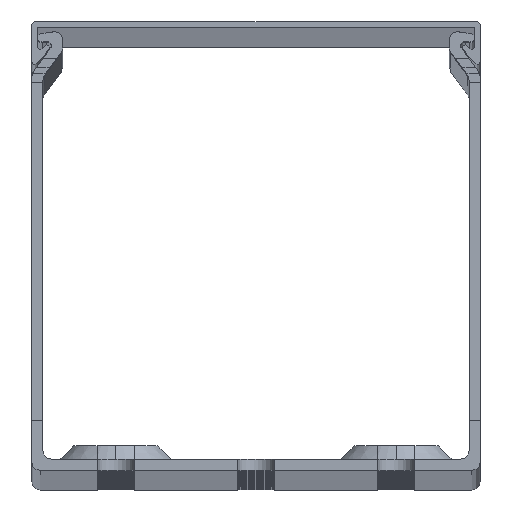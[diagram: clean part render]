
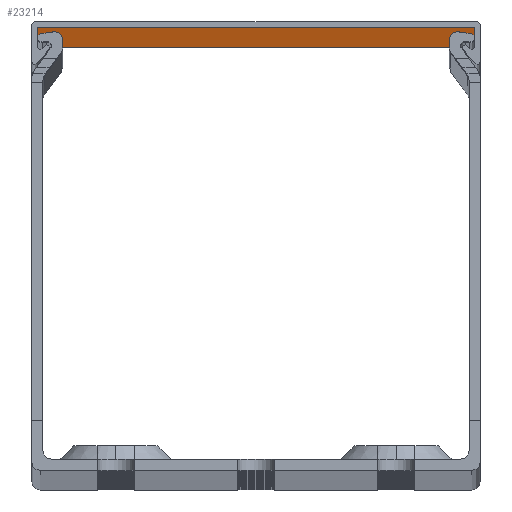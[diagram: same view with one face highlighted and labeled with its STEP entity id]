
A CAD part, top view. The second image highlights one B-rep face of the part: STEP entity #23214.
In plain terms, the highlighted planar face has unit normal (0, -1, 0).
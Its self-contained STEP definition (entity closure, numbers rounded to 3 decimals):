
#154 = CARTESIAN_POINT ( 'NONE',  ( -39., 79., 1000. ) ) ;
#2993 = EDGE_CURVE ( 'NONE', #50684, #48550, #3931, .T. ) ;
#3931 = LINE ( 'NONE', #154, #15265 ) ;
#5439 = DIRECTION ( 'NONE',  ( 0., 1., 0. ) ) ;
#6542 = CARTESIAN_POINT ( 'NONE',  ( -39., 79., 1000. ) ) ;
#7001 = DIRECTION ( 'NONE',  ( 0., 0., -1. ) ) ;
#7556 = AXIS2_PLACEMENT_3D ( 'NONE', #35055, #5439, #38850 ) ;
#11199 = CARTESIAN_POINT ( 'NONE',  ( -39., 79., -1000. ) ) ;
#12652 = VERTEX_POINT ( 'NONE', #25000 ) ;
#13903 = ORIENTED_EDGE ( 'NONE', *, *, #2993, .T. ) ;
#15265 = VECTOR ( 'NONE', #33016, 1000. ) ;
#15588 = DIRECTION ( 'NONE',  ( 0., 0., -1. ) ) ;
#16395 = LINE ( 'NONE', #33056, #51127 ) ;
#19364 = CARTESIAN_POINT ( 'NONE',  ( 39., 79., 1080.44 ) ) ;
#19913 = LINE ( 'NONE', #19364, #50331 ) ;
#23214 = ADVANCED_FACE ( 'NONE', ( #39109 ), #42895, .F. ) ;
#23821 = DIRECTION ( 'NONE',  ( 1., 0., 0. ) ) ;
#25000 = CARTESIAN_POINT ( 'NONE',  ( 39., 79., -1000. ) ) ;
#25818 = EDGE_LOOP ( 'NONE', ( #51032, #13903, #38366, #39755 ) ) ;
#26012 = VERTEX_POINT ( 'NONE', #49634 ) ;
#26129 = CARTESIAN_POINT ( 'NONE',  ( 39., 79., 1000. ) ) ;
#31015 = EDGE_CURVE ( 'NONE', #48550, #26012, #16395, .T. ) ;
#33016 = DIRECTION ( 'NONE',  ( -1., 0., 0. ) ) ;
#33056 = CARTESIAN_POINT ( 'NONE',  ( -39., 79., 1080.44 ) ) ;
#35055 = CARTESIAN_POINT ( 'NONE',  ( -39., 79., 1080.44 ) ) ;
#38366 = ORIENTED_EDGE ( 'NONE', *, *, #31015, .T. ) ;
#38850 = DIRECTION ( 'NONE',  ( 0., 0., 1. ) ) ;
#39109 = FACE_OUTER_BOUND ( 'NONE', #25818, .T. ) ;
#39755 = ORIENTED_EDGE ( 'NONE', *, *, #48036, .T. ) ;
#40547 = LINE ( 'NONE', #11199, #45208 ) ;
#42895 = PLANE ( 'NONE',  #7556 ) ;
#45208 = VECTOR ( 'NONE', #23821, 1000. ) ;
#46351 = EDGE_CURVE ( 'NONE', #50684, #12652, #19913, .T. ) ;
#48036 = EDGE_CURVE ( 'NONE', #26012, #12652, #40547, .T. ) ;
#48550 = VERTEX_POINT ( 'NONE', #6542 ) ;
#49634 = CARTESIAN_POINT ( 'NONE',  ( -39., 79., -1000. ) ) ;
#50331 = VECTOR ( 'NONE', #7001, 1000. ) ;
#50684 = VERTEX_POINT ( 'NONE', #26129 ) ;
#51032 = ORIENTED_EDGE ( 'NONE', *, *, #46351, .F. ) ;
#51127 = VECTOR ( 'NONE', #15588, 1000. ) ;
